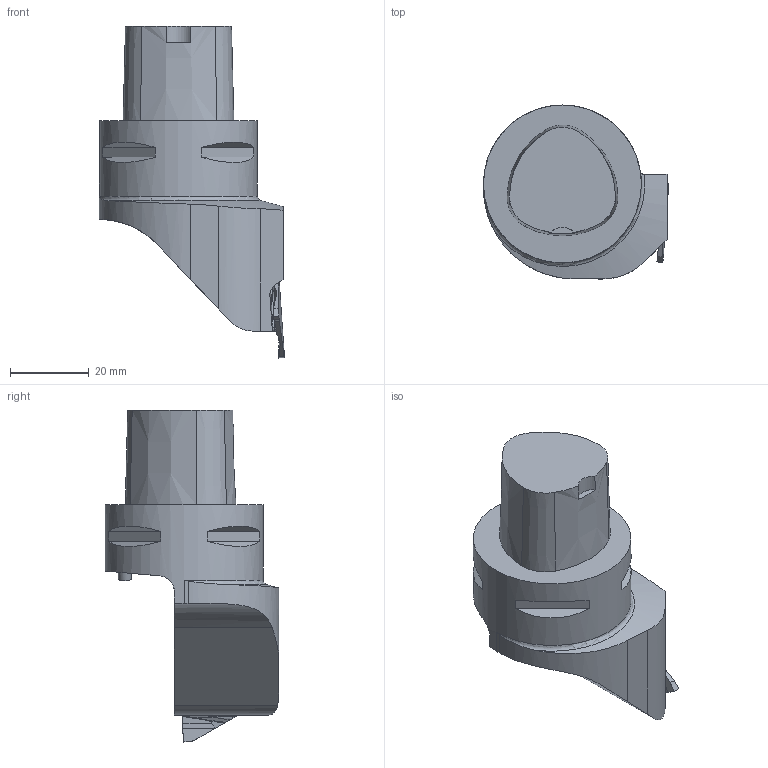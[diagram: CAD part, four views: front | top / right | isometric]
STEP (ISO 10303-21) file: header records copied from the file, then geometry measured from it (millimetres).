
FILE_DESCRIPTION(/* description */ (''),/* implementation_level */ '2;1');
FILE_NAME(/* name */ '1572929462397.stp',/* time_stamp */ '2019-11-05T10:21:13+06:00',/* author */ (''),/* organization */ ('SMS'),/* preprocessor_version */ 'ST-DEVELOPER v16.7',/* originating_system */ 'SIEMENS PLM Software NX 12.0',/* authorisation */ '');
FILE_SCHEMA (('AUTOMOTIVE_DESIGN { 1 0 10303 214 3 1 1 1 }'));
Length unit declared in the file: millimetre
Products named in the file (4): ASSEMBLY_CONSTRUCTION; 202512544mod000_00; 202548555mod000_00; 202548557mod000_00
Assembly tree (3 placements, depth 2):
  202548557mod000_00
    202548555mod000_00
    202512544mod000_00
    ASSEMBLY_CONSTRUCTION
Bounding box: 46.88 x 44 x 84.1 mm (x, y, z)
Volume: 58797.7 mm3; surface area: 11123.5 mm2
Topology: 2 solids, 2 shells, 146 faces, 371 edges, 245 vertices
Faces by surface type: plane 67, cylinder 38, bspline 18, cone 10, torus 7, sphere 6
Full cylindrical faces by diameter (mm): 3.3 x1, 40 x1
Entity records: 5033 total; most frequent: CARTESIAN_POINT 1448, ORIENTED_EDGE 732, DIRECTION 692, EDGE_CURVE 366, AXIS2_PLACEMENT_3D 262, VERTEX_POINT 232, LINE 168, VECTOR 168
